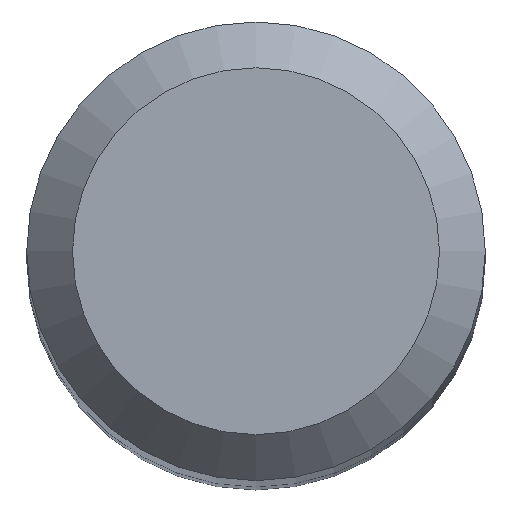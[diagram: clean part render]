
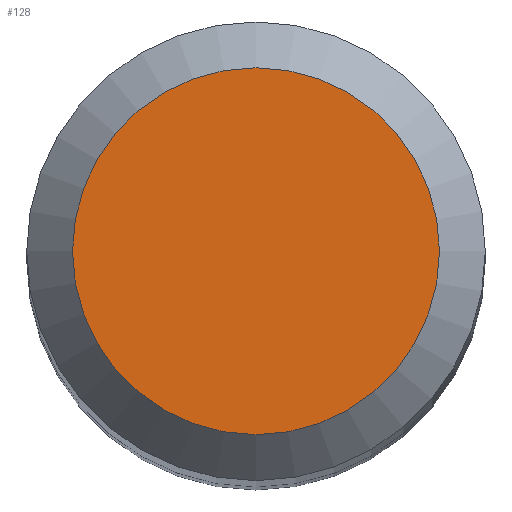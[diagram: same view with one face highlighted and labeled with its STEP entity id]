
A CAD part, top view. The second image highlights one B-rep face of the part: STEP entity #128.
In plain terms, the highlighted planar face has unit normal (0, 0, 1).
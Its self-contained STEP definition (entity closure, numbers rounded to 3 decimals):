
#2 = EDGE_CURVE ( 'NONE', #81, #81, #77, .T. ) ;
#10 = DIRECTION ( 'NONE',  ( 0., 1., 0. ) ) ;
#19 = DIRECTION ( 'NONE',  ( 0., 0., -1. ) ) ;
#40 = CARTESIAN_POINT ( 'NONE',  ( 0., 0., 75. ) ) ;
#45 = AXIS2_PLACEMENT_3D ( 'NONE', #40, #179, #10 ) ;
#77 = CIRCLE ( 'NONE', #188, 2.54 ) ;
#81 = VERTEX_POINT ( 'NONE', #181 ) ;
#98 = PLANE ( 'NONE',  #45 ) ;
#99 = EDGE_LOOP ( 'NONE', ( #113 ) ) ;
#113 = ORIENTED_EDGE ( 'NONE', *, *, #2, .F. ) ;
#128 = ADVANCED_FACE ( 'NONE', ( #173 ), #98, .F. ) ;
#129 = DIRECTION ( 'NONE',  ( 0., 1., 0. ) ) ;
#173 = FACE_OUTER_BOUND ( 'NONE', #99, .T. ) ;
#176 = CARTESIAN_POINT ( 'NONE',  ( 0., 0., 75. ) ) ;
#179 = DIRECTION ( 'NONE',  ( 0., 0., -1. ) ) ;
#181 = CARTESIAN_POINT ( 'NONE',  ( 0., 2.54, 75. ) ) ;
#188 = AXIS2_PLACEMENT_3D ( 'NONE', #176, #19, #129 ) ;
